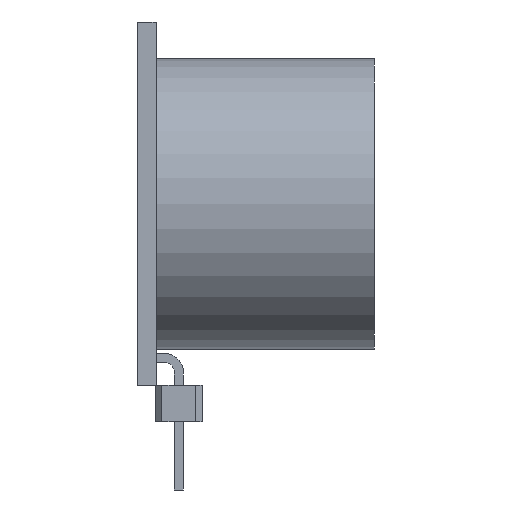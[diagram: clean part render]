
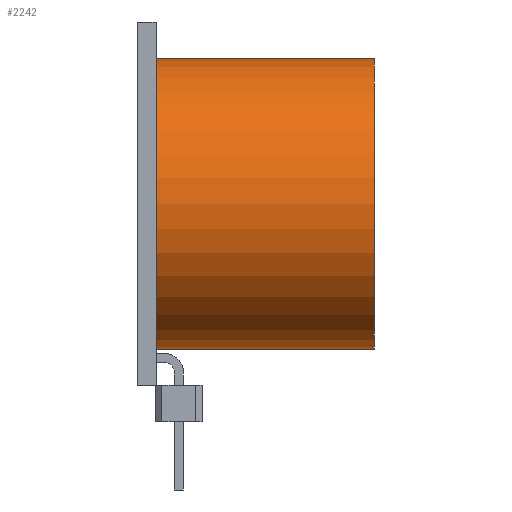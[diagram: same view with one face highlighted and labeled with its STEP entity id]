
A CAD part, left-side view. The second image highlights one B-rep face of the part: STEP entity #2242.
In plain terms, the highlighted cylindrical face has radius 8 mm (diameter 16 mm), a full revolution.
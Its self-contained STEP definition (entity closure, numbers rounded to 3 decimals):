
#228=FACE_OUTER_BOUND('',#344,.T.);
#344=EDGE_LOOP('',(#1958,#1959,#1960,#1961));
#619=LINE('',#3526,#888);
#888=VECTOR('',#2919,8.);
#935=CIRCLE('',#2394,8.);
#936=CIRCLE('',#2395,8.);
#1125=VERTEX_POINT('',#3523);
#1126=VERTEX_POINT('',#3525);
#1417=EDGE_CURVE('',#1125,#1125,#935,.T.);
#1418=EDGE_CURVE('',#1125,#1126,#619,.T.);
#1419=EDGE_CURVE('',#1126,#1126,#936,.T.);
#1958=ORIENTED_EDGE('',*,*,#1417,.F.);
#1959=ORIENTED_EDGE('',*,*,#1418,.T.);
#1960=ORIENTED_EDGE('',*,*,#1419,.F.);
#1961=ORIENTED_EDGE('',*,*,#1418,.F.);
#2053=CYLINDRICAL_SURFACE('',#2393,8.);
#2242=ADVANCED_FACE('',(#228),#2053,.T.);
#2393=AXIS2_PLACEMENT_3D('',#3522,#2915,#2916);
#2394=AXIS2_PLACEMENT_3D('',#3524,#2917,#2918);
#2395=AXIS2_PLACEMENT_3D('',#3527,#2920,#2921);
#2915=DIRECTION('center_axis',(0.,-1.,0.));
#2916=DIRECTION('ref_axis',(1.,0.,0.));
#2917=DIRECTION('center_axis',(0.,-1.,0.));
#2918=DIRECTION('ref_axis',(1.,0.,0.));
#2919=DIRECTION('',(0.,1.,0.));
#2920=DIRECTION('center_axis',(0.,1.,0.));
#2921=DIRECTION('ref_axis',(1.,0.,0.));
#3522=CARTESIAN_POINT('Origin',(-13.,0.,0.));
#3523=CARTESIAN_POINT('',(-21.,-12.,0.));
#3524=CARTESIAN_POINT('Origin',(-13.,-12.,0.));
#3525=CARTESIAN_POINT('',(-21.,0.,0.));
#3526=CARTESIAN_POINT('',(-21.,0.,0.));
#3527=CARTESIAN_POINT('Origin',(-13.,0.,0.));
